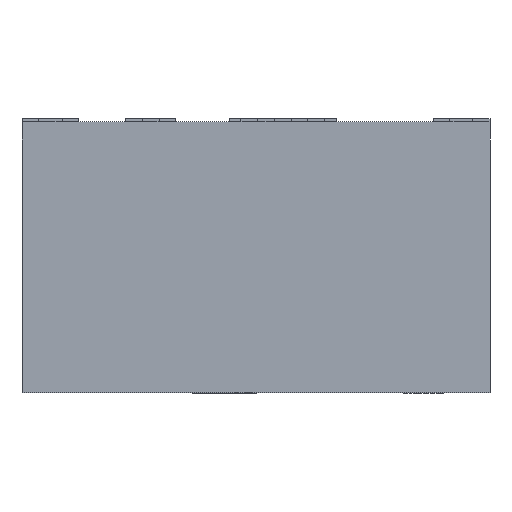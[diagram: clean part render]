
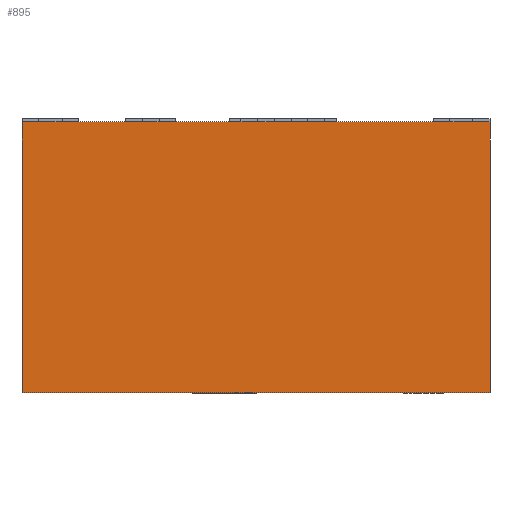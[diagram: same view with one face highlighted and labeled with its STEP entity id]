
A CAD part, front view. The second image highlights one B-rep face of the part: STEP entity #895.
In plain terms, the highlighted planar face has unit normal (0, -1, 0).
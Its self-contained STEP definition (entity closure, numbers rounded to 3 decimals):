
#50 = DIRECTION ( 'NONE',  ( 0., 0., 1. ) ) ;
#814 = CARTESIAN_POINT ( 'NONE',  ( 0., 0., 0. ) ) ;
#895 = ADVANCED_FACE ( 'NONE', ( #18526 ), #6716, .F. ) ;
#1657 = CARTESIAN_POINT ( 'NONE',  ( 0., 0., 4.05 ) ) ;
#2276 = VECTOR ( 'NONE', #17809, 1000. ) ;
#2401 = EDGE_CURVE ( 'NONE', #3526, #6470, #6748, .T. ) ;
#2932 = ORIENTED_EDGE ( 'NONE', *, *, #12964, .F. ) ;
#3513 = LINE ( 'NONE', #5308, #13894 ) ;
#3526 = VERTEX_POINT ( 'NONE', #18517 ) ;
#4022 = VECTOR ( 'NONE', #7790, 1000. ) ;
#4941 = DIRECTION ( 'NONE',  ( 0., 0., -1. ) ) ;
#5308 = CARTESIAN_POINT ( 'NONE',  ( 0., 0., 0. ) ) ;
#6116 = ORIENTED_EDGE ( 'NONE', *, *, #2401, .F. ) ;
#6470 = VERTEX_POINT ( 'NONE', #20361 ) ;
#6716 = PLANE ( 'NONE',  #11531 ) ;
#6748 = LINE ( 'NONE', #20698, #20969 ) ;
#7042 = ORIENTED_EDGE ( 'NONE', *, *, #13667, .F. ) ;
#7258 = DIRECTION ( 'NONE',  ( 0., 1., 0. ) ) ;
#7790 = DIRECTION ( 'NONE',  ( 1., 0., 0. ) ) ;
#9123 = EDGE_CURVE ( 'NONE', #18889, #6470, #16239, .T. ) ;
#10322 = DIRECTION ( 'NONE',  ( 0., 0., 1. ) ) ;
#11117 = CARTESIAN_POINT ( 'NONE',  ( 0., 0., 0. ) ) ;
#11211 = LINE ( 'NONE', #18134, #2276 ) ;
#11531 = AXIS2_PLACEMENT_3D ( 'NONE', #17637, #7258, #50 ) ;
#12964 = EDGE_CURVE ( 'NONE', #18889, #15894, #3513, .T. ) ;
#13667 = EDGE_CURVE ( 'NONE', #15894, #3526, #11211, .T. ) ;
#13894 = VECTOR ( 'NONE', #10322, 1000. ) ;
#15894 = VERTEX_POINT ( 'NONE', #1657 ) ;
#16239 = LINE ( 'NONE', #814, #4022 ) ;
#16642 = ORIENTED_EDGE ( 'NONE', *, *, #9123, .T. ) ;
#17158 = EDGE_LOOP ( 'NONE', ( #7042, #2932, #16642, #6116 ) ) ;
#17637 = CARTESIAN_POINT ( 'NONE',  ( 0., 0., 0. ) ) ;
#17809 = DIRECTION ( 'NONE',  ( 1., 0., 0. ) ) ;
#18134 = CARTESIAN_POINT ( 'NONE',  ( 0., 0., 4.05 ) ) ;
#18517 = CARTESIAN_POINT ( 'NONE',  ( 7., 0., 4.05 ) ) ;
#18526 = FACE_OUTER_BOUND ( 'NONE', #17158, .T. ) ;
#18889 = VERTEX_POINT ( 'NONE', #11117 ) ;
#20361 = CARTESIAN_POINT ( 'NONE',  ( 7., 0., 0. ) ) ;
#20698 = CARTESIAN_POINT ( 'NONE',  ( 7., 0., 0. ) ) ;
#20969 = VECTOR ( 'NONE', #4941, 1000. ) ;
